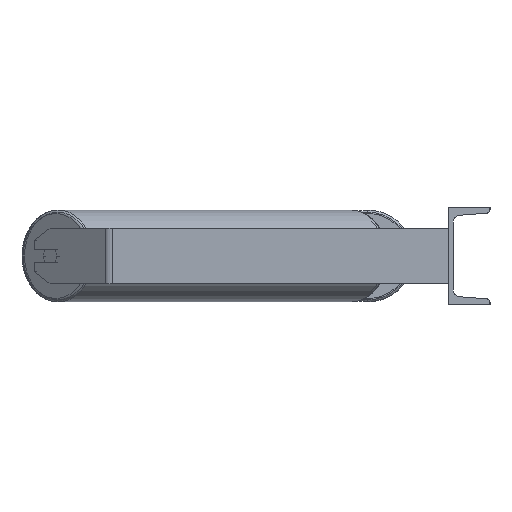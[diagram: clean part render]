
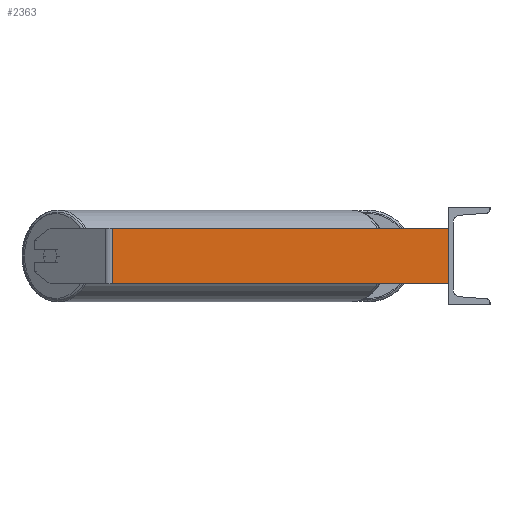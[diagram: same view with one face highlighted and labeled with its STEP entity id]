
A CAD part, left-side view. The second image highlights one B-rep face of the part: STEP entity #2363.
In plain terms, the highlighted planar face has unit normal (-1, 0, 0).
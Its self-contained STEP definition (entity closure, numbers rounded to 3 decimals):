
#360 = DIRECTION ( 'NONE',  ( 1., 0., 0. ) ) ;
#368 = CARTESIAN_POINT ( 'NONE',  ( -985., 486.803, -40. ) ) ;
#1639 = DIRECTION ( 'NONE',  ( 0., -1., 0. ) ) ;
#2363 = ADVANCED_FACE ( 'NONE', ( #5272 ), #4437, .F. ) ;
#2374 = LINE ( 'NONE', #3727, #7024 ) ;
#2404 = EDGE_CURVE ( 'NONE', #6915, #3675, #5073, .T. ) ;
#2460 = CARTESIAN_POINT ( 'NONE',  ( -985., 486.803, 40. ) ) ;
#3024 = CARTESIAN_POINT ( 'NONE',  ( -985., 0., -40. ) ) ;
#3364 = EDGE_CURVE ( 'NONE', #3675, #5335, #6795, .T. ) ;
#3402 = ORIENTED_EDGE ( 'NONE', *, *, #8214, .T. ) ;
#3675 = VERTEX_POINT ( 'NONE', #3691 ) ;
#3691 = CARTESIAN_POINT ( 'NONE',  ( -985., 0., 40. ) ) ;
#3727 = CARTESIAN_POINT ( 'NONE',  ( -985., 492.627, -40. ) ) ;
#4316 = ORIENTED_EDGE ( 'NONE', *, *, #3364, .F. ) ;
#4393 = DIRECTION ( 'NONE',  ( 0., 1., 0. ) ) ;
#4437 = PLANE ( 'NONE',  #8799 ) ;
#4547 = CARTESIAN_POINT ( 'NONE',  ( -985., 486.803, 40. ) ) ;
#5073 = LINE ( 'NONE', #7837, #7182 ) ;
#5124 = CARTESIAN_POINT ( 'NONE',  ( -985., 492.627, 40. ) ) ;
#5255 = VECTOR ( 'NONE', #8024, 1000. ) ;
#5272 = FACE_OUTER_BOUND ( 'NONE', #7879, .T. ) ;
#5335 = VERTEX_POINT ( 'NONE', #3024 ) ;
#5969 = EDGE_CURVE ( 'NONE', #6915, #7326, #8601, .T. ) ;
#6347 = VECTOR ( 'NONE', #7530, 1000. ) ;
#6523 = DIRECTION ( 'NONE',  ( 0., -1., 0. ) ) ;
#6642 = ORIENTED_EDGE ( 'NONE', *, *, #2404, .F. ) ;
#6795 = LINE ( 'NONE', #7574, #6347 ) ;
#6915 = VERTEX_POINT ( 'NONE', #4547 ) ;
#7024 = VECTOR ( 'NONE', #6523, 1000. ) ;
#7182 = VECTOR ( 'NONE', #1639, 1000. ) ;
#7326 = VERTEX_POINT ( 'NONE', #368 ) ;
#7530 = DIRECTION ( 'NONE',  ( 0., 0., -1. ) ) ;
#7574 = CARTESIAN_POINT ( 'NONE',  ( -985., 0., 40. ) ) ;
#7837 = CARTESIAN_POINT ( 'NONE',  ( -985., 492.627, 40. ) ) ;
#7879 = EDGE_LOOP ( 'NONE', ( #3402, #4316, #6642, #8117 ) ) ;
#8024 = DIRECTION ( 'NONE',  ( 0., 0., -1. ) ) ;
#8117 = ORIENTED_EDGE ( 'NONE', *, *, #5969, .T. ) ;
#8214 = EDGE_CURVE ( 'NONE', #7326, #5335, #2374, .T. ) ;
#8601 = LINE ( 'NONE', #2460, #5255 ) ;
#8799 = AXIS2_PLACEMENT_3D ( 'NONE', #5124, #360, #4393 ) ;
